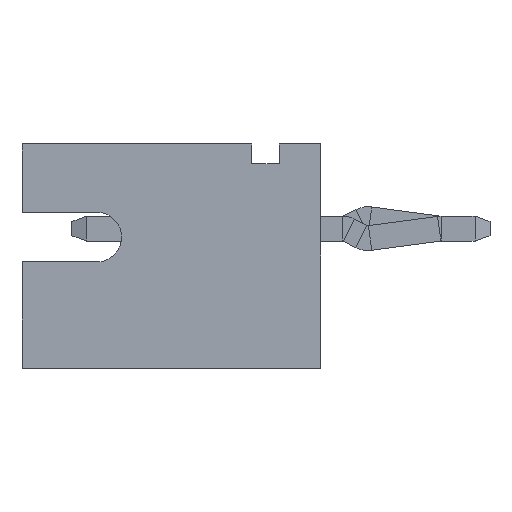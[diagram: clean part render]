
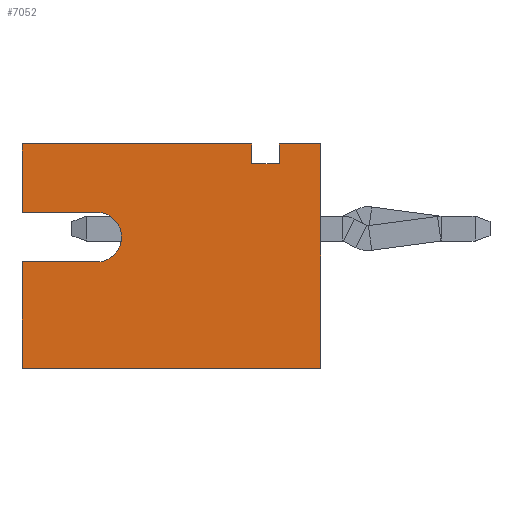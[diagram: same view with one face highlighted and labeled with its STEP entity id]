
A CAD part, left-side view. The second image highlights one B-rep face of the part: STEP entity #7052.
In plain terms, the highlighted planar face has unit normal (-1, 0, 0).
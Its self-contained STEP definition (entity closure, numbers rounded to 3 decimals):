
#7 = CARTESIAN_POINT ( 'NONE',  ( -2.95, 3., -2.25 ) ) ;
#12 = EDGE_CURVE ( 'NONE', #1956, #3176, #7154, .T. ) ;
#19 = VERTEX_POINT ( 'NONE', #6579 ) ;
#144 = CARTESIAN_POINT ( 'NONE',  ( -2.95, 1.5, 0.88 ) ) ;
#255 = ORIENTED_EDGE ( 'NONE', *, *, #6523, .F. ) ;
#322 = EDGE_CURVE ( 'NONE', #2065, #5350, #4375, .T. ) ;
#340 = CIRCLE ( 'NONE', #4749, 0.5 ) ;
#425 = EDGE_CURVE ( 'NONE', #19, #3909, #5456, .T. ) ;
#531 = EDGE_CURVE ( 'NONE', #3815, #19, #2376, .T. ) ;
#614 = DIRECTION ( 'NONE',  ( 1., 0., 0. ) ) ;
#713 = DIRECTION ( 'NONE',  ( 0., 0., 1. ) ) ;
#796 = ORIENTED_EDGE ( 'NONE', *, *, #5617, .F. ) ;
#849 = VERTEX_POINT ( 'NONE', #3590 ) ;
#926 = DIRECTION ( 'NONE',  ( 0., 0., -1. ) ) ;
#1215 = CARTESIAN_POINT ( 'NONE',  ( -2.95, -1.61, 1.85 ) ) ;
#1263 = DIRECTION ( 'NONE',  ( 0., 0., 1. ) ) ;
#1437 = VERTEX_POINT ( 'NONE', #7 ) ;
#1508 = EDGE_CURVE ( 'NONE', #2868, #1956, #4989, .T. ) ;
#1593 = ORIENTED_EDGE ( 'NONE', *, *, #1508, .F. ) ;
#1730 = DIRECTION ( 'NONE',  ( 0., 1., 0. ) ) ;
#1761 = CARTESIAN_POINT ( 'NONE',  ( -2.95, 1.5, 0.38 ) ) ;
#1766 = VECTOR ( 'NONE', #2828, 1000. ) ;
#1775 = ORIENTED_EDGE ( 'NONE', *, *, #4131, .F. ) ;
#1936 = EDGE_LOOP ( 'NONE', ( #4645, #255, #1775, #2441, #1593, #6755, #5919, #3646, #4019, #5708, #5478, #796 ) ) ;
#1937 = VECTOR ( 'NONE', #5741, 1000. ) ;
#1956 = VERTEX_POINT ( 'NONE', #6232 ) ;
#1973 = CARTESIAN_POINT ( 'NONE',  ( -2.95, 3., -2.25 ) ) ;
#2047 = CARTESIAN_POINT ( 'NONE',  ( -2.95, -3., 2.25 ) ) ;
#2065 = VERTEX_POINT ( 'NONE', #2990 ) ;
#2078 = DIRECTION ( 'NONE',  ( 0., -1., 0. ) ) ;
#2128 = CARTESIAN_POINT ( 'NONE',  ( -2.95, -2.17, 2.25 ) ) ;
#2156 = VECTOR ( 'NONE', #713, 1000. ) ;
#2343 = LINE ( 'NONE', #4349, #5150 ) ;
#2345 = AXIS2_PLACEMENT_3D ( 'NONE', #1761, #614, #4740 ) ;
#2376 = LINE ( 'NONE', #3112, #4646 ) ;
#2422 = EDGE_CURVE ( 'NONE', #849, #1437, #4076, .T. ) ;
#2441 = ORIENTED_EDGE ( 'NONE', *, *, #12, .F. ) ;
#2507 = DIRECTION ( 'NONE',  ( 0., 1., 0. ) ) ;
#2527 = VERTEX_POINT ( 'NONE', #4649 ) ;
#2782 = CARTESIAN_POINT ( 'NONE',  ( -2.95, -1.61, 2.25 ) ) ;
#2799 = DIRECTION ( 'NONE',  ( 0., -1., 0. ) ) ;
#2828 = DIRECTION ( 'NONE',  ( 0., 0., -1. ) ) ;
#2868 = VERTEX_POINT ( 'NONE', #5552 ) ;
#2990 = CARTESIAN_POINT ( 'NONE',  ( -2.95, 3., -0.12 ) ) ;
#3111 = VECTOR ( 'NONE', #6225, 1000. ) ;
#3112 = CARTESIAN_POINT ( 'NONE',  ( -2.95, 3., 0.88 ) ) ;
#3176 = VERTEX_POINT ( 'NONE', #5260 ) ;
#3354 = CARTESIAN_POINT ( 'NONE',  ( -2.95, -3., 2.25 ) ) ;
#3396 = EDGE_CURVE ( 'NONE', #3909, #2527, #2343, .T. ) ;
#3407 = EDGE_CURVE ( 'NONE', #5350, #3815, #340, .T. ) ;
#3590 = CARTESIAN_POINT ( 'NONE',  ( -2.95, -3., -2.25 ) ) ;
#3646 = ORIENTED_EDGE ( 'NONE', *, *, #425, .F. ) ;
#3661 = LINE ( 'NONE', #1973, #5566 ) ;
#3732 = CARTESIAN_POINT ( 'NONE',  ( -2.95, 3., 2.25 ) ) ;
#3815 = VERTEX_POINT ( 'NONE', #144 ) ;
#3831 = LINE ( 'NONE', #3354, #1937 ) ;
#3909 = VERTEX_POINT ( 'NONE', #3732 ) ;
#3948 = CARTESIAN_POINT ( 'NONE',  ( -2.95, 1.5, -0.12 ) ) ;
#4019 = ORIENTED_EDGE ( 'NONE', *, *, #531, .F. ) ;
#4076 = LINE ( 'NONE', #5785, #5252 ) ;
#4131 = EDGE_CURVE ( 'NONE', #3176, #4465, #6049, .T. ) ;
#4349 = CARTESIAN_POINT ( 'NONE',  ( -2.95, 3., 2.25 ) ) ;
#4375 = LINE ( 'NONE', #3948, #3111 ) ;
#4465 = VERTEX_POINT ( 'NONE', #2047 ) ;
#4645 = ORIENTED_EDGE ( 'NONE', *, *, #2422, .F. ) ;
#4646 = VECTOR ( 'NONE', #2507, 1000. ) ;
#4649 = CARTESIAN_POINT ( 'NONE',  ( -2.95, -1.61, 2.25 ) ) ;
#4692 = PLANE ( 'NONE',  #2345 ) ;
#4740 = DIRECTION ( 'NONE',  ( 0., 0., -1. ) ) ;
#4749 = AXIS2_PLACEMENT_3D ( 'NONE', #6616, #7237, #926 ) ;
#4989 = LINE ( 'NONE', #1215, #7168 ) ;
#5091 = FACE_OUTER_BOUND ( 'NONE', #1936, .T. ) ;
#5150 = VECTOR ( 'NONE', #2078, 1000. ) ;
#5159 = DIRECTION ( 'NONE',  ( 0., -1., 0. ) ) ;
#5252 = VECTOR ( 'NONE', #1730, 1000. ) ;
#5260 = CARTESIAN_POINT ( 'NONE',  ( -2.95, -2.17, 2.25 ) ) ;
#5350 = VERTEX_POINT ( 'NONE', #6352 ) ;
#5377 = CARTESIAN_POINT ( 'NONE',  ( -2.95, -2.17, 1.85 ) ) ;
#5456 = LINE ( 'NONE', #5642, #6619 ) ;
#5478 = ORIENTED_EDGE ( 'NONE', *, *, #322, .F. ) ;
#5499 = VECTOR ( 'NONE', #2799, 1000. ) ;
#5552 = CARTESIAN_POINT ( 'NONE',  ( -2.95, -1.61, 1.85 ) ) ;
#5566 = VECTOR ( 'NONE', #6037, 1000. ) ;
#5617 = EDGE_CURVE ( 'NONE', #1437, #2065, #3661, .T. ) ;
#5642 = CARTESIAN_POINT ( 'NONE',  ( -2.95, 3., 0.88 ) ) ;
#5708 = ORIENTED_EDGE ( 'NONE', *, *, #3407, .F. ) ;
#5741 = DIRECTION ( 'NONE',  ( 0., 0., -1. ) ) ;
#5785 = CARTESIAN_POINT ( 'NONE',  ( -2.95, -3., -2.25 ) ) ;
#5919 = ORIENTED_EDGE ( 'NONE', *, *, #3396, .F. ) ;
#6037 = DIRECTION ( 'NONE',  ( 0., 0., 1. ) ) ;
#6049 = LINE ( 'NONE', #2128, #5499 ) ;
#6225 = DIRECTION ( 'NONE',  ( 0., -1., 0. ) ) ;
#6232 = CARTESIAN_POINT ( 'NONE',  ( -2.95, -2.17, 1.85 ) ) ;
#6352 = CARTESIAN_POINT ( 'NONE',  ( -2.95, 1.5, -0.12 ) ) ;
#6374 = LINE ( 'NONE', #2782, #1766 ) ;
#6426 = EDGE_CURVE ( 'NONE', #2527, #2868, #6374, .T. ) ;
#6523 = EDGE_CURVE ( 'NONE', #4465, #849, #3831, .T. ) ;
#6579 = CARTESIAN_POINT ( 'NONE',  ( -2.95, 3., 0.88 ) ) ;
#6616 = CARTESIAN_POINT ( 'NONE',  ( -2.95, 1.5, 0.38 ) ) ;
#6619 = VECTOR ( 'NONE', #1263, 1000. ) ;
#6755 = ORIENTED_EDGE ( 'NONE', *, *, #6426, .F. ) ;
#7052 = ADVANCED_FACE ( 'NONE', ( #5091 ), #4692, .F. ) ;
#7154 = LINE ( 'NONE', #5377, #2156 ) ;
#7168 = VECTOR ( 'NONE', #5159, 1000. ) ;
#7237 = DIRECTION ( 'NONE',  ( -1., 0., 0. ) ) ;
